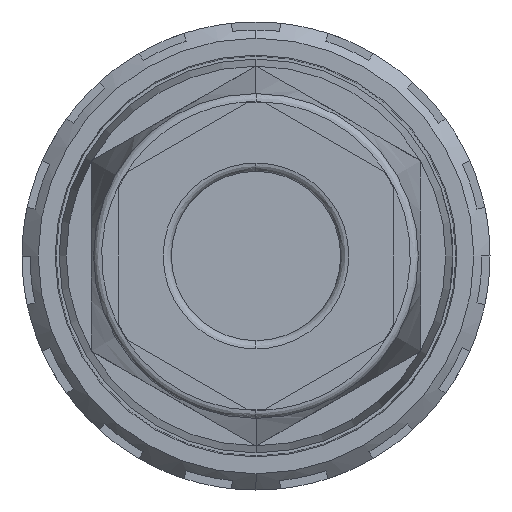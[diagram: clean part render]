
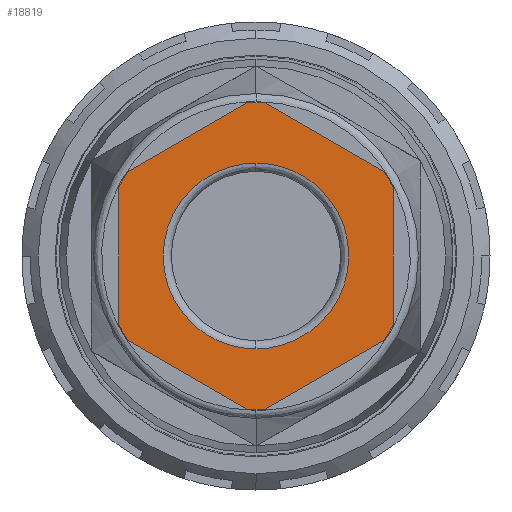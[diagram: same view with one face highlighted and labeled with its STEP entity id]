
A CAD part, front view. The second image highlights one B-rep face of the part: STEP entity #18819.
In plain terms, the highlighted planar face has unit normal (0, -1, 0).
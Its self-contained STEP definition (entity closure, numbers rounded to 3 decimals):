
#97 = CARTESIAN_POINT ( 'NONE',  ( -11.5, -7.5, -5.75 ) ) ;
#371 = EDGE_CURVE ( 'NONE', #12256, #17270, #21575, .T. ) ;
#551 = VECTOR ( 'NONE', #5367, 1000. ) ;
#682 = CIRCLE ( 'NONE', #9498, 9.5 ) ;
#713 = VERTEX_POINT ( 'NONE', #15005 ) ;
#1024 =( BOUNDED_CURVE ( )  B_SPLINE_CURVE ( 3, ( #16764, #11748, #97, #11822 ),
 .UNSPECIFIED., .F., .T. ) 
 B_SPLINE_CURVE_WITH_KNOTS ( ( 4, 4 ),
 ( 0., 1. ),
 .UNSPECIFIED. ) 
 CURVE ( )  GEOMETRIC_REPRESENTATION_ITEM ( )  RATIONAL_B_SPLINE_CURVE ( ( 1., 0.333, 0.333, 1. ) ) 
 REPRESENTATION_ITEM ( '' )  );
#1417 = VERTEX_POINT ( 'NONE', #1923 ) ;
#1562 = CARTESIAN_POINT ( 'NONE',  ( 0., -7.5, 0. ) ) ;
#1923 = CARTESIAN_POINT ( 'NONE',  ( -8.5, -7.5, -4.243 ) ) ;
#2007 = CARTESIAN_POINT ( 'NONE',  ( 0., -7.5, -9.5 ) ) ;
#2408 = CARTESIAN_POINT ( 'NONE',  ( -7.924, -7.5, 5.24 ) ) ;
#2432 = DIRECTION ( 'NONE',  ( 0., 1., 0. ) ) ;
#2821 = DIRECTION ( 'NONE',  ( 0., 1., 0. ) ) ;
#3009 = CARTESIAN_POINT ( 'NONE',  ( -0.576, -7.5, -9.483 ) ) ;
#3233 = DIRECTION ( 'NONE',  ( 0., 0., -1. ) ) ;
#3291 =( BOUNDED_CURVE ( )  B_SPLINE_CURVE ( 3, ( #5930, #4278, #16049, #17685 ),
 .UNSPECIFIED., .F., .T. ) 
 B_SPLINE_CURVE_WITH_KNOTS ( ( 4, 4 ),
 ( 0., 1. ),
 .UNSPECIFIED. ) 
 CURVE ( )  GEOMETRIC_REPRESENTATION_ITEM ( )  RATIONAL_B_SPLINE_CURVE ( ( 1., 0.333, 0.333, 1. ) ) 
 REPRESENTATION_ITEM ( '' )  );
#3731 = EDGE_CURVE ( 'NONE', #1417, #14202, #18675, .T. ) ;
#3986 = CARTESIAN_POINT ( 'NONE',  ( 0.576, -7.5, 9.483 ) ) ;
#4019 = VECTOR ( 'NONE', #15665, 1000. ) ;
#4239 = CARTESIAN_POINT ( 'NONE',  ( 7.924, -7.5, -5.24 ) ) ;
#4278 = CARTESIAN_POINT ( 'NONE',  ( 11.5, -7.5, -5.75 ) ) ;
#4446 = CARTESIAN_POINT ( 'NONE',  ( 8.5, -7.5, 4.243 ) ) ;
#4989 = LINE ( 'NONE', #15499, #551 ) ;
#5052 = CARTESIAN_POINT ( 'NONE',  ( 0., -7.5, 0. ) ) ;
#5053 = EDGE_CURVE ( 'NONE', #11476, #7146, #21319, .T. ) ;
#5367 = DIRECTION ( 'NONE',  ( 0., 0., -1. ) ) ;
#5375 = VERTEX_POINT ( 'NONE', #18168 ) ;
#5619 = AXIS2_PLACEMENT_3D ( 'NONE', #12473, #2432, #14188 ) ;
#5930 = CARTESIAN_POINT ( 'NONE',  ( 0., -7.5, -5.75 ) ) ;
#5969 = EDGE_CURVE ( 'NONE', #15569, #713, #12990, .T. ) ;
#6089 = AXIS2_PLACEMENT_3D ( 'NONE', #1562, #13296, #3233 ) ;
#6268 = VERTEX_POINT ( 'NONE', #17131 ) ;
#6520 = VECTOR ( 'NONE', #14780, 1000. ) ;
#6694 = DIRECTION ( 'NONE',  ( 0., 0., -1. ) ) ;
#6801 = CIRCLE ( 'NONE', #6089, 9.5 ) ;
#6854 = DIRECTION ( 'NONE',  ( 0., 0., 1. ) ) ;
#7031 = EDGE_CURVE ( 'NONE', #7146, #6268, #11892, .T. ) ;
#7146 = VERTEX_POINT ( 'NONE', #4239 ) ;
#7175 = CARTESIAN_POINT ( 'NONE',  ( -8.5, -7.5, 4.243 ) ) ;
#7821 = EDGE_CURVE ( 'NONE', #14085, #5375, #6801, .T. ) ;
#7943 = EDGE_CURVE ( 'NONE', #713, #11208, #18678, .T. ) ;
#8155 = DIRECTION ( 'NONE',  ( 0., 1., 0. ) ) ;
#8206 = DIRECTION ( 'NONE',  ( 0., 1., 0. ) ) ;
#8812 = CARTESIAN_POINT ( 'NONE',  ( 7.924, -7.5, -5.24 ) ) ;
#8964 = FACE_OUTER_BOUND ( 'NONE', #19871, .T. ) ;
#9180 = AXIS2_PLACEMENT_3D ( 'NONE', #15345, #15277, #6854 ) ;
#9256 = ORIENTED_EDGE ( 'NONE', *, *, #19765, .F. ) ;
#9267 = EDGE_CURVE ( 'NONE', #11208, #11476, #4989, .T. ) ;
#9498 = AXIS2_PLACEMENT_3D ( 'NONE', #9536, #21294, #11292 ) ;
#9507 = ORIENTED_EDGE ( 'NONE', *, *, #371, .F. ) ;
#9536 = CARTESIAN_POINT ( 'NONE',  ( 0., -7.5, 0. ) ) ;
#9687 = VECTOR ( 'NONE', #14746, 1000. ) ;
#9954 = EDGE_CURVE ( 'NONE', #5375, #20757, #15536, .T. ) ;
#10419 = EDGE_CURVE ( 'NONE', #14921, #11539, #3291, .T. ) ;
#10782 = CARTESIAN_POINT ( 'NONE',  ( 0., -7.5, -5.75 ) ) ;
#10915 = AXIS2_PLACEMENT_3D ( 'NONE', #12861, #2821, #14568 ) ;
#10994 = CARTESIAN_POINT ( 'NONE',  ( -7.924, -7.5, 5.24 ) ) ;
#11023 = DIRECTION ( 'NONE',  ( 0.866, 0., 0.5 ) ) ;
#11208 = VERTEX_POINT ( 'NONE', #4446 ) ;
#11292 = DIRECTION ( 'NONE',  ( 0., 0., -1. ) ) ;
#11476 = VERTEX_POINT ( 'NONE', #11907 ) ;
#11539 = VERTEX_POINT ( 'NONE', #15386 ) ;
#11558 = ORIENTED_EDGE ( 'NONE', *, *, #14399, .F. ) ;
#11730 = ORIENTED_EDGE ( 'NONE', *, *, #7943, .F. ) ;
#11748 = CARTESIAN_POINT ( 'NONE',  ( -11.5, -7.5, 5.75 ) ) ;
#11822 = CARTESIAN_POINT ( 'NONE',  ( 0., -7.5, -5.75 ) ) ;
#11892 = LINE ( 'NONE', #8812, #19209 ) ;
#11907 = CARTESIAN_POINT ( 'NONE',  ( 8.5, -7.5, -4.243 ) ) ;
#12202 = ORIENTED_EDGE ( 'NONE', *, *, #5053, .F. ) ;
#12256 = VERTEX_POINT ( 'NONE', #2408 ) ;
#12473 = CARTESIAN_POINT ( 'NONE',  ( 0., -7.5, 0. ) ) ;
#12861 = CARTESIAN_POINT ( 'NONE',  ( 0., -7.5, 0. ) ) ;
#12911 = EDGE_CURVE ( 'NONE', #20757, #1417, #14976, .T. ) ;
#12990 = LINE ( 'NONE', #13960, #4019 ) ;
#13025 = CARTESIAN_POINT ( 'NONE',  ( -8.5, -7.5, 0. ) ) ;
#13069 = FACE_BOUND ( 'NONE', #15474, .T. ) ;
#13296 = DIRECTION ( 'NONE',  ( 0., 1., 0. ) ) ;
#13457 = ORIENTED_EDGE ( 'NONE', *, *, #3731, .F. ) ;
#13696 = AXIS2_PLACEMENT_3D ( 'NONE', #18378, #8206, #20033 ) ;
#13960 = CARTESIAN_POINT ( 'NONE',  ( 0.576, -7.5, 9.483 ) ) ;
#13962 = EDGE_CURVE ( 'NONE', #14202, #12256, #14955, .T. ) ;
#14085 = VERTEX_POINT ( 'NONE', #2007 ) ;
#14188 = DIRECTION ( 'NONE',  ( 0., 0., -1. ) ) ;
#14198 = ORIENTED_EDGE ( 'NONE', *, *, #7031, .F. ) ;
#14202 = VERTEX_POINT ( 'NONE', #7175 ) ;
#14300 = CARTESIAN_POINT ( 'NONE',  ( -0.576, -7.5, 9.483 ) ) ;
#14324 = VECTOR ( 'NONE', #11023, 1000. ) ;
#14399 = EDGE_CURVE ( 'NONE', #17270, #15569, #14671, .T. ) ;
#14568 = DIRECTION ( 'NONE',  ( 0., 0., -1. ) ) ;
#14671 = CIRCLE ( 'NONE', #10915, 9.5 ) ;
#14746 = DIRECTION ( 'NONE',  ( 0., 0., 1. ) ) ;
#14780 = DIRECTION ( 'NONE',  ( -0.866, 0., 0.5 ) ) ;
#14921 = VERTEX_POINT ( 'NONE', #10782 ) ;
#14955 = CIRCLE ( 'NONE', #20747, 9.5 ) ;
#14976 = CIRCLE ( 'NONE', #13696, 9.5 ) ;
#15005 = CARTESIAN_POINT ( 'NONE',  ( 7.924, -7.5, 5.24 ) ) ;
#15241 = ORIENTED_EDGE ( 'NONE', *, *, #5969, .F. ) ;
#15277 = DIRECTION ( 'NONE',  ( 0., 1., 0. ) ) ;
#15345 = CARTESIAN_POINT ( 'NONE',  ( 0., -7.5, 0. ) ) ;
#15386 = CARTESIAN_POINT ( 'NONE',  ( 0., -7.5, 5.75 ) ) ;
#15474 = EDGE_LOOP ( 'NONE', ( #16672, #15730 ) ) ;
#15499 = CARTESIAN_POINT ( 'NONE',  ( 8.5, -7.5, 0. ) ) ;
#15536 = LINE ( 'NONE', #3009, #6520 ) ;
#15569 = VERTEX_POINT ( 'NONE', #3986 ) ;
#15665 = DIRECTION ( 'NONE',  ( 0.866, 0., -0.5 ) ) ;
#15730 = ORIENTED_EDGE ( 'NONE', *, *, #20919, .F. ) ;
#16049 = CARTESIAN_POINT ( 'NONE',  ( 11.5, -7.5, 5.75 ) ) ;
#16268 = ORIENTED_EDGE ( 'NONE', *, *, #7821, .F. ) ;
#16672 = ORIENTED_EDGE ( 'NONE', *, *, #10419, .F. ) ;
#16764 = CARTESIAN_POINT ( 'NONE',  ( 0., -7.5, 5.75 ) ) ;
#16834 = DIRECTION ( 'NONE',  ( 0., 1., 0. ) ) ;
#16996 = PLANE ( 'NONE',  #9180 ) ;
#17131 = CARTESIAN_POINT ( 'NONE',  ( 0.576, -7.5, -9.483 ) ) ;
#17270 = VERTEX_POINT ( 'NONE', #14300 ) ;
#17346 = AXIS2_PLACEMENT_3D ( 'NONE', #18315, #8155, #19986 ) ;
#17632 = ORIENTED_EDGE ( 'NONE', *, *, #9954, .F. ) ;
#17685 = CARTESIAN_POINT ( 'NONE',  ( 0., -7.5, 5.75 ) ) ;
#17686 = CARTESIAN_POINT ( 'NONE',  ( -7.924, -7.5, -5.24 ) ) ;
#18168 = CARTESIAN_POINT ( 'NONE',  ( -0.576, -7.5, -9.483 ) ) ;
#18315 = CARTESIAN_POINT ( 'NONE',  ( 0., -7.5, 0. ) ) ;
#18378 = CARTESIAN_POINT ( 'NONE',  ( 0., -7.5, 0. ) ) ;
#18675 = LINE ( 'NONE', #13025, #9687 ) ;
#18678 = CIRCLE ( 'NONE', #17346, 9.5 ) ;
#18819 = ADVANCED_FACE ( 'NONE', ( #8964, #13069 ), #16996, .F. ) ;
#18899 = DIRECTION ( 'NONE',  ( -0.866, 0., -0.5 ) ) ;
#19098 = ORIENTED_EDGE ( 'NONE', *, *, #9267, .F. ) ;
#19209 = VECTOR ( 'NONE', #18899, 1000. ) ;
#19765 = EDGE_CURVE ( 'NONE', #6268, #14085, #682, .T. ) ;
#19871 = EDGE_LOOP ( 'NONE', ( #17632, #16268, #9256, #14198, #12202, #19098, #11730, #15241, #11558, #9507, #20340, #13457, #20078 ) ) ;
#19986 = DIRECTION ( 'NONE',  ( 0., 0., -1. ) ) ;
#20033 = DIRECTION ( 'NONE',  ( 0., 0., -1. ) ) ;
#20078 = ORIENTED_EDGE ( 'NONE', *, *, #12911, .F. ) ;
#20340 = ORIENTED_EDGE ( 'NONE', *, *, #13962, .F. ) ;
#20747 = AXIS2_PLACEMENT_3D ( 'NONE', #5052, #16834, #6694 ) ;
#20757 = VERTEX_POINT ( 'NONE', #17686 ) ;
#20919 = EDGE_CURVE ( 'NONE', #11539, #14921, #1024, .T. ) ;
#21294 = DIRECTION ( 'NONE',  ( 0., 1., 0. ) ) ;
#21319 = CIRCLE ( 'NONE', #5619, 9.5 ) ;
#21575 = LINE ( 'NONE', #10994, #14324 ) ;
